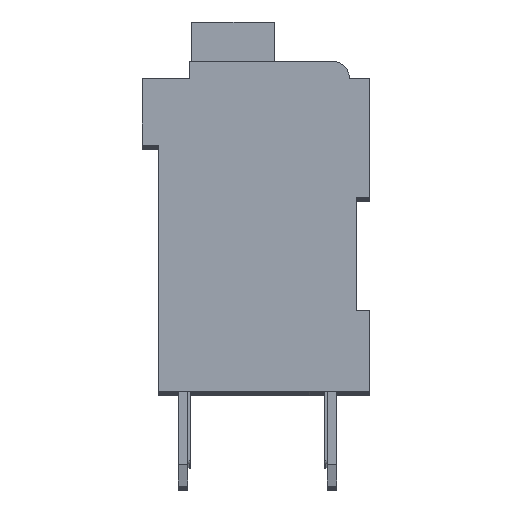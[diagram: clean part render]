
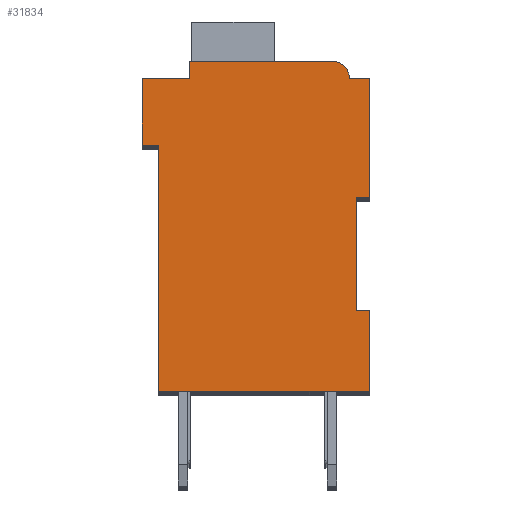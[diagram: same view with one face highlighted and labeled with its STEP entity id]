
A CAD part, top view. The second image highlights one B-rep face of the part: STEP entity #31834.
In plain terms, the highlighted planar face has unit normal (0, 0, 1).
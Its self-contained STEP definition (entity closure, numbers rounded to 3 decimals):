
#3050=DIRECTION('',(1.,0.,0.));
#3051=VECTOR('',#3050,0.5);
#3052=CARTESIAN_POINT('',(7.3,7.15,2.1));
#3053=LINE('',#3052,#3051);
#3054=DIRECTION('',(0.,1.,0.));
#3055=VECTOR('',#3054,4.15);
#3056=CARTESIAN_POINT('',(7.3,3.,2.1));
#3057=LINE('',#3056,#3055);
#3058=DIRECTION('',(-1.,0.,0.));
#3059=VECTOR('',#3058,0.5);
#3060=CARTESIAN_POINT('',(7.8,3.,2.1));
#3061=LINE('',#3060,#3059);
#3062=DIRECTION('',(0.,1.,0.));
#3063=VECTOR('',#3062,3.);
#3064=CARTESIAN_POINT('',(7.8,0.,2.1));
#3065=LINE('',#3064,#3063);
#3066=DIRECTION('',(1.,0.,0.));
#3067=VECTOR('',#3066,7.8);
#3068=CARTESIAN_POINT('',(0.,0.,2.1));
#3069=LINE('',#3068,#3067);
#3070=DIRECTION('',(0.,-1.,0.));
#3071=VECTOR('',#3070,9.1);
#3072=CARTESIAN_POINT('',(0.,9.1,2.1));
#3073=LINE('',#3072,#3071);
#3074=DIRECTION('',(1.,0.,0.));
#3075=VECTOR('',#3074,0.6);
#3076=CARTESIAN_POINT('',(-0.6,9.1,2.1));
#3077=LINE('',#3076,#3075);
#3078=DIRECTION('',(0.,-1.,0.));
#3079=VECTOR('',#3078,2.45);
#3080=CARTESIAN_POINT('',(-0.6,11.55,2.1));
#3081=LINE('',#3080,#3079);
#3082=DIRECTION('',(-1.,0.,0.));
#3083=VECTOR('',#3082,1.75);
#3084=CARTESIAN_POINT('',(1.15,11.55,2.1));
#3085=LINE('',#3084,#3083);
#3086=DIRECTION('',(0.,-1.,0.));
#3087=VECTOR('',#3086,0.65);
#3088=CARTESIAN_POINT('',(1.15,12.2,2.1));
#3089=LINE('',#3088,#3087);
#3090=DIRECTION('',(-1.,0.,0.));
#3091=VECTOR('',#3090,5.25);
#3092=CARTESIAN_POINT('',(6.4,12.2,2.1));
#3093=LINE('',#3092,#3091);
#3094=CARTESIAN_POINT('',(6.4,11.55,2.1));
#3095=DIRECTION('',(0.,0.,1.));
#3096=DIRECTION('',(1.,0.,0.));
#3097=AXIS2_PLACEMENT_3D('',#3094,#3095,#3096);
#3099=DIRECTION('',(-1.,0.,0.));
#3100=VECTOR('',#3099,0.75);
#3101=CARTESIAN_POINT('',(7.8,11.55,2.1));
#3102=LINE('',#3101,#3100);
#3103=DIRECTION('',(0.,1.,0.));
#3104=VECTOR('',#3103,4.4);
#3105=CARTESIAN_POINT('',(7.8,7.15,2.1));
#3106=LINE('',#3105,#3104);
#22195=CARTESIAN_POINT('',(7.3,7.15,2.1));
#22196=CARTESIAN_POINT('',(7.8,7.15,2.1));
#22197=VERTEX_POINT('',#22195);
#22198=VERTEX_POINT('',#22196);
#22199=CARTESIAN_POINT('',(7.8,11.55,2.1));
#22200=VERTEX_POINT('',#22199);
#22201=CARTESIAN_POINT('',(7.05,11.55,2.1));
#22202=VERTEX_POINT('',#22201);
#22203=CARTESIAN_POINT('',(6.4,12.2,2.1));
#22204=VERTEX_POINT('',#22203);
#22205=CARTESIAN_POINT('',(1.15,12.2,2.1));
#22206=VERTEX_POINT('',#22205);
#22207=CARTESIAN_POINT('',(1.15,11.55,2.1));
#22208=VERTEX_POINT('',#22207);
#22209=CARTESIAN_POINT('',(-0.6,11.55,2.1));
#22210=VERTEX_POINT('',#22209);
#22211=CARTESIAN_POINT('',(-0.6,9.1,2.1));
#22212=VERTEX_POINT('',#22211);
#22213=CARTESIAN_POINT('',(0.,9.1,2.1));
#22214=VERTEX_POINT('',#22213);
#22215=CARTESIAN_POINT('',(0.,0.,2.1));
#22216=VERTEX_POINT('',#22215);
#22217=CARTESIAN_POINT('',(7.8,0.,2.1));
#22218=VERTEX_POINT('',#22217);
#22219=CARTESIAN_POINT('',(7.8,3.,2.1));
#22220=VERTEX_POINT('',#22219);
#22221=CARTESIAN_POINT('',(7.3,3.,2.1));
#22222=VERTEX_POINT('',#22221);
#31804=CARTESIAN_POINT('',(0.,0.,2.1));
#31805=DIRECTION('',(0.,0.,1.));
#31806=DIRECTION('',(1.,0.,0.));
#31807=AXIS2_PLACEMENT_3D('',#31804,#31805,#31806);
#31808=PLANE('',#31807);
#31809=ORIENTED_EDGE('',*,*,#29180,.F.);
#31810=ORIENTED_EDGE('',*,*,#30275,.F.);
#31812=ORIENTED_EDGE('',*,*,#31811,.F.);
#31814=ORIENTED_EDGE('',*,*,#31813,.F.);
#31815=ORIENTED_EDGE('',*,*,#30877,.F.);
#31816=ORIENTED_EDGE('',*,*,#30674,.F.);
#31818=ORIENTED_EDGE('',*,*,#31817,.F.);
#31820=ORIENTED_EDGE('',*,*,#31819,.F.);
#31822=ORIENTED_EDGE('',*,*,#31821,.F.);
#31824=ORIENTED_EDGE('',*,*,#31823,.F.);
#31826=ORIENTED_EDGE('',*,*,#31825,.F.);
#31828=ORIENTED_EDGE('',*,*,#31827,.F.);
#31830=ORIENTED_EDGE('',*,*,#31829,.F.);
#31831=ORIENTED_EDGE('',*,*,#29771,.F.);
#31832=EDGE_LOOP('',(#31809,#31810,#31812,#31814,#31815,#31816,#31818,#31820,
#31822,#31824,#31826,#31828,#31830,#31831));
#31833=FACE_OUTER_BOUND('',#31832,.F.);
#3098=CIRCLE('',#3097,0.65);
#29180=EDGE_CURVE('',#22197,#22198,#3053,.T.);
#29771=EDGE_CURVE('',#22198,#22200,#3106,.T.);
#30275=EDGE_CURVE('',#22222,#22197,#3057,.T.);
#30674=EDGE_CURVE('',#22214,#22216,#3073,.T.);
#30877=EDGE_CURVE('',#22216,#22218,#3069,.T.);
#31811=EDGE_CURVE('',#22220,#22222,#3061,.T.);
#31813=EDGE_CURVE('',#22218,#22220,#3065,.T.);
#31817=EDGE_CURVE('',#22212,#22214,#3077,.T.);
#31819=EDGE_CURVE('',#22210,#22212,#3081,.T.);
#31821=EDGE_CURVE('',#22208,#22210,#3085,.T.);
#31823=EDGE_CURVE('',#22206,#22208,#3089,.T.);
#31825=EDGE_CURVE('',#22204,#22206,#3093,.T.);
#31827=EDGE_CURVE('',#22202,#22204,#3098,.T.);
#31829=EDGE_CURVE('',#22200,#22202,#3102,.T.);
#31834=ADVANCED_FACE('',(#31833),#31808,.T.);
